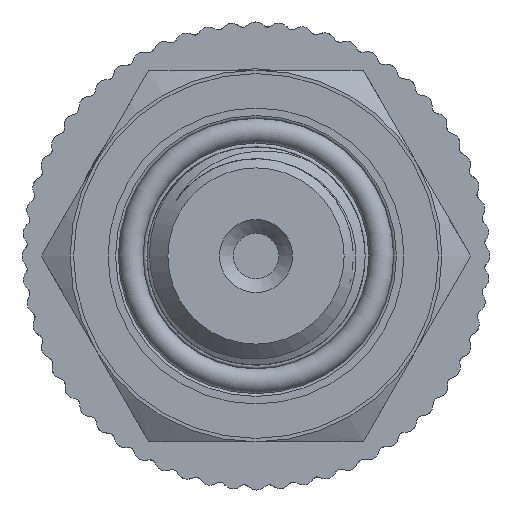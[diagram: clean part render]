
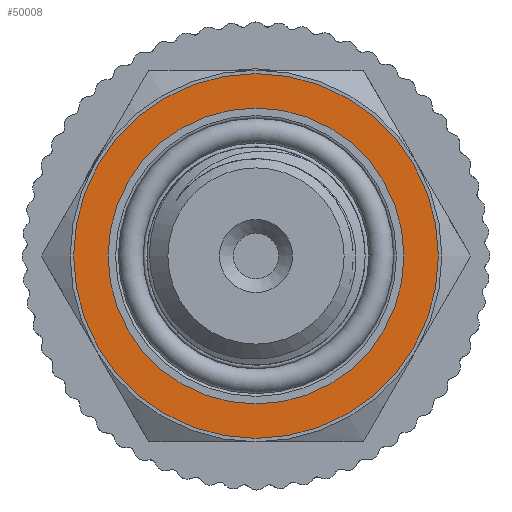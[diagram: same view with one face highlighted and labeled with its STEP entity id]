
A CAD part, left-side view. The second image highlights one B-rep face of the part: STEP entity #50008.
In plain terms, the highlighted planar face has unit normal (-1, 0, 0).
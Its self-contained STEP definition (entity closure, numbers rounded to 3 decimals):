
#179=PLANE('',#52678);
#2044=FACE_BOUND('',#6128,.T.);
#3397=FACE_OUTER_BOUND('',#6127,.T.);
#6127=EDGE_LOOP('',(#35017));
#6128=EDGE_LOOP('',(#35018));
#8599=CIRCLE('',#52624,13.25);
#8631=CIRCLE('',#52677,10.75);
#20518=VERTEX_POINT('',#84079);
#20546=VERTEX_POINT('',#86035);
#26083=EDGE_CURVE('',#20518,#20518,#8599,.T.);
#26132=EDGE_CURVE('',#20546,#20546,#8631,.T.);
#35017=ORIENTED_EDGE('',*,*,#26083,.T.);
#35018=ORIENTED_EDGE('',*,*,#26132,.T.);
#50008=ADVANCED_FACE('',(#3397,#2044),#179,.T.);
#52624=AXIS2_PLACEMENT_3D('',#84081,#57355,#57356);
#52677=AXIS2_PLACEMENT_3D('',#86036,#57470,#57471);
#52678=AXIS2_PLACEMENT_3D('',#86038,#57473,#57474);
#57355=DIRECTION('center_axis',(-1.,0.,0.));
#57356=DIRECTION('ref_axis',(0.,1.,0.));
#57470=DIRECTION('center_axis',(1.,0.,0.));
#57471=DIRECTION('ref_axis',(0.,0.,-1.));
#57473=DIRECTION('center_axis',(-1.,0.,0.));
#57474=DIRECTION('ref_axis',(0.,0.,1.));
#84079=CARTESIAN_POINT('',(-48.,-13.25,0.));
#84081=CARTESIAN_POINT('Origin',(-48.,0.,0.));
#86035=CARTESIAN_POINT('',(-48.,-10.75,0.));
#86036=CARTESIAN_POINT('Origin',(-48.,0.,0.));
#86038=CARTESIAN_POINT('Origin',(-48.,13.5,0.));
